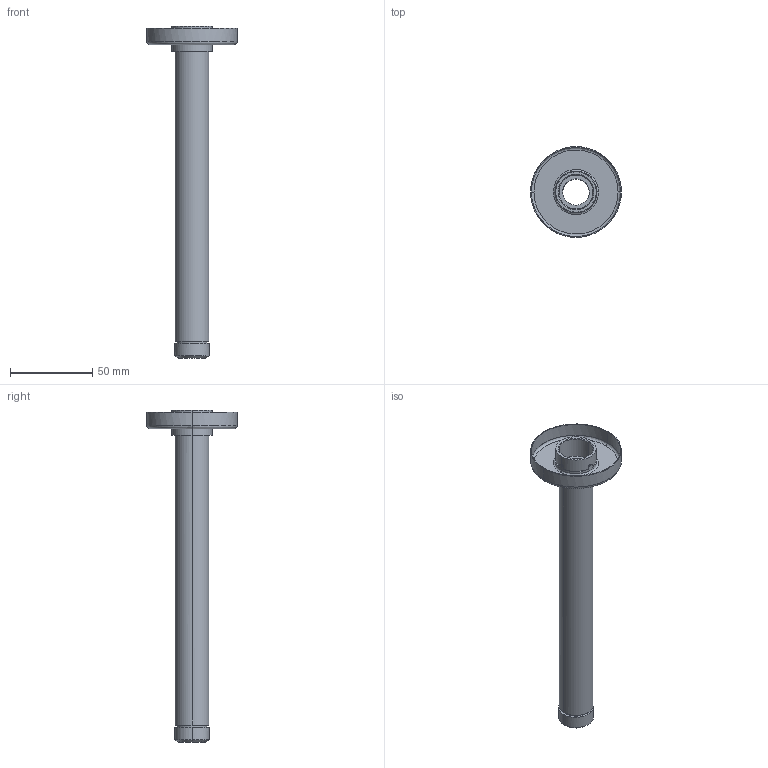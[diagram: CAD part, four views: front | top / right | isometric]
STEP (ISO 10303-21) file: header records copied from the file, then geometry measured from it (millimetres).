
FILE_DESCRIPTION(/* description */ (''),/* implementation_level */ '2;1');
FILE_NAME(/* name */ 'STEP - A5B059E..A_14956',/* time_stamp */ '2024-10-15T11:48:36+11:00',/* author */ (''),/* organization */ (''),/* preprocessor_version */ 'ST-DEVELOPER v16.5',/* originating_system */ 'Rhino 7.37',/* authorisation */ '');
FILE_SCHEMA (('CONFIG_CONTROL_DESIGN'));
Length unit declared in the file: millimetre
Products named in the file (6): Document; M16340_ASM; C46020-080; C46020-072; M15130-013; M16340-001
Assembly tree (5 placements, depth 3):
  Document
    M16340_ASM
      C46020-080
      C46020-072
      M15130-013
      M16340-001
Bounding box: 55 x 54.98 x 201.3 mm (x, y, z)
Volume: 14908.6 mm3; surface area: 34667.1 mm2
Topology: 4 solids, 4 shells, 89 faces, 196 edges, 126 vertices
Faces by surface type: cylinder 38, plane 31, bspline 20
Entity records: 3845 total; most frequent: CARTESIAN_POINT 1954, ORIENTED_EDGE 392, EDGE_CURVE 196, VERTEX_POINT 126, EDGE_LOOP 108, DIRECTION 99, B_SPLINE_CURVE_WITH_KNOTS 92, ADVANCED_FACE 89
